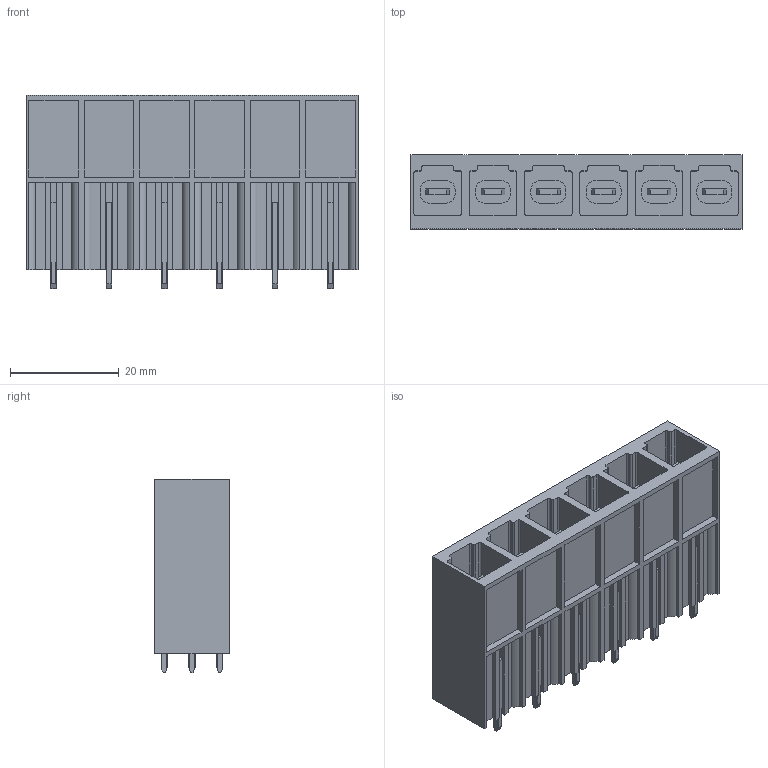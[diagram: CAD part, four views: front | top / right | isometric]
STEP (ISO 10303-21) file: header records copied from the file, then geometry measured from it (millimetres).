
FILE_DESCRIPTION(('CATIA V5 STEP Exchange','CAx-IF Rec.Pracs.--- Model Styling and Organization---1.2---2011-12-15'),'2;1');
FILE_NAME ('D1456664_0_1813450000_1813450000.stp','2018-11-27T05:21:54+00:00',('none'),('Weidmueller'),'CATIA Version 5-6 Release 2014','CATIA V5 STEP AP214','none');
FILE_SCHEMA(('AUTOMOTIVE_DESIGN { 1 0 10303 214 1 1 1 1 }'));
Length unit declared in the file: millimetre
Products named in the file (1): 1813450000
Bounding box: 60.96 x 13.6 x 35.5 mm (x, y, z)
Volume: 12234.4 mm3; surface area: 20062.5 mm2
Topology: 7 solids, 7 shells, 882 faces, 2562 edges, 1706 vertices
Faces by surface type: plane 774, cylinder 108
Entity records: 25956 total; most frequent: ORIENTED_EDGE 5124, CARTESIAN_POINT 4706, DIRECTION 3256, EDGE_CURVE 2562, VECTOR 2286, LINE 2286, VERTEX_POINT 1706, EDGE_LOOP 906
